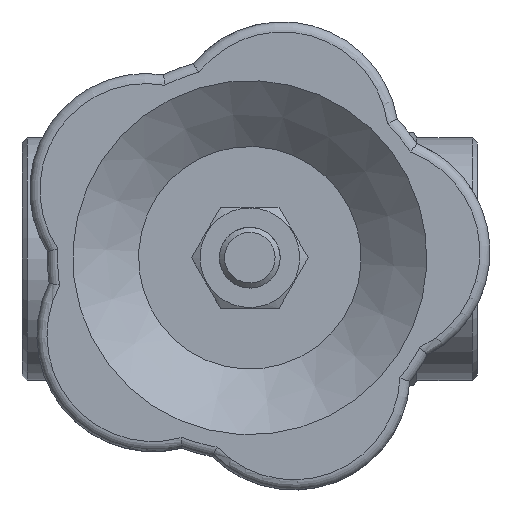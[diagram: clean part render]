
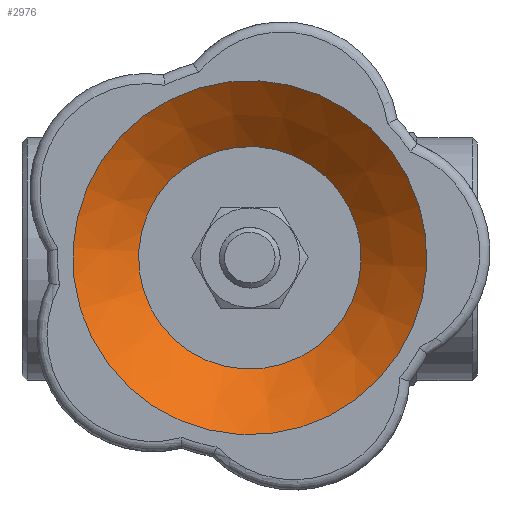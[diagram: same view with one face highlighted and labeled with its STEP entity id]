
A CAD part, top view. The second image highlights one B-rep face of the part: STEP entity #2976.
In plain terms, the highlighted conical face has half-angle 49.764 degrees and reference radius 11 mm.
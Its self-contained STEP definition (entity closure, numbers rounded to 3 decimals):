
#322=CONICAL_SURFACE('',#3150,11.,0.869);
#590=ORIENTED_EDGE('',*,*,#1071,.T.);
#591=ORIENTED_EDGE('',*,*,#1072,.F.);
#1071=EDGE_CURVE('',#1337,#1337,#1485,.T.);
#1072=EDGE_CURVE('',#1338,#1338,#1486,.T.);
#1337=VERTEX_POINT('',#4356);
#1338=VERTEX_POINT('',#4359);
#1485=CIRCLE('',#3149,11.);
#1486=CIRCLE('',#3151,17.5);
#1655=EDGE_LOOP('',(#590));
#1656=EDGE_LOOP('',(#591));
#1836=FACE_BOUND('',#1655,.T.);
#1837=FACE_BOUND('',#1656,.T.);
#2976=ADVANCED_FACE('',(#1836,#1837),#322,.F.);
#3149=AXIS2_PLACEMENT_3D('',#4355,#3506,#3507);
#3150=AXIS2_PLACEMENT_3D('',#4357,#3508,#3509);
#3151=AXIS2_PLACEMENT_3D('',#4358,#3510,#3511);
#3506=DIRECTION('',(0.,0.,-1.));
#3507=DIRECTION('',(-0.548,-0.837,0.));
#3508=DIRECTION('',(0.,0.,1.));
#3509=DIRECTION('',(0.548,0.837,0.));
#3510=DIRECTION('',(0.,0.,-1.));
#3511=DIRECTION('',(-0.548,-0.837,0.));
#4355=CARTESIAN_POINT('',(0.,0.,79.587));
#4356=CARTESIAN_POINT('',(-6.026,-9.203,79.587));
#4357=CARTESIAN_POINT('',(0.,0.,79.587));
#4358=CARTESIAN_POINT('',(0.,0.,85.087));
#4359=CARTESIAN_POINT('',(-9.587,-14.64,85.087));
